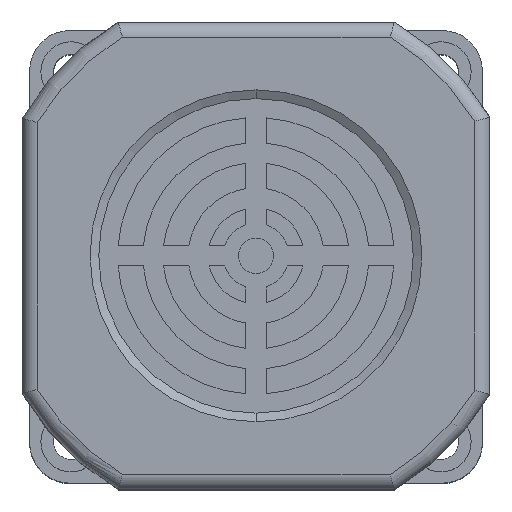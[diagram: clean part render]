
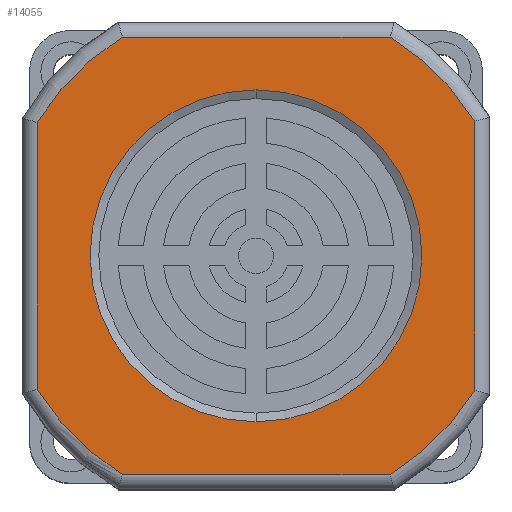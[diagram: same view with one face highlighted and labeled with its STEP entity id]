
A CAD part, top view. The second image highlights one B-rep face of the part: STEP entity #14055.
In plain terms, the highlighted face is planar.
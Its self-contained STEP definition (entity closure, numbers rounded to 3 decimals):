
#152 = CIRCLE ( 'NONE', #8090, 33. ) ;
#251 = AXIS2_PLACEMENT_3D ( 'NONE', #5148, #13623, #6361 ) ;
#295 = ORIENTED_EDGE ( 'NONE', *, *, #12737, .T. ) ;
#347 = ORIENTED_EDGE ( 'NONE', *, *, #15095, .T. ) ;
#447 = CARTESIAN_POINT ( 'NONE',  ( 0., 0., -33. ) ) ;
#566 = VERTEX_POINT ( 'NONE', #872 ) ;
#650 = DIRECTION ( 'NONE',  ( 0., -1., 0. ) ) ;
#746 = DIRECTION ( 'NONE',  ( -1., 0., 0. ) ) ;
#787 = CARTESIAN_POINT ( 'NONE',  ( 0.05, 0., -43.5 ) ) ;
#822 = VERTEX_POINT ( 'NONE', #11240 ) ;
#872 = CARTESIAN_POINT ( 'NONE',  ( 43.5, 0., -26.705 ) ) ;
#933 = EDGE_CURVE ( 'NONE', #10463, #566, #11718, .T. ) ;
#1202 = ORIENTED_EDGE ( 'NONE', *, *, #11000, .T. ) ;
#1305 = VERTEX_POINT ( 'NONE', #12280 ) ;
#1738 = EDGE_LOOP ( 'NONE', ( #7438, #9369 ) ) ;
#1855 = LINE ( 'NONE', #2118, #14323 ) ;
#1935 = EDGE_CURVE ( 'NONE', #822, #1305, #8650, .T. ) ;
#2118 = CARTESIAN_POINT ( 'NONE',  ( -43.5, 0., 0. ) ) ;
#2199 = CARTESIAN_POINT ( 'NONE',  ( -26.572, 0., 43.5 ) ) ;
#2271 = AXIS2_PLACEMENT_3D ( 'NONE', #7860, #650, #9070 ) ;
#2406 = CARTESIAN_POINT ( 'NONE',  ( 43.5, 0., 0. ) ) ;
#2418 = CIRCLE ( 'NONE', #14952, 33. ) ;
#2531 = DIRECTION ( 'NONE',  ( 0., -1., 0. ) ) ;
#2688 = ORIENTED_EDGE ( 'NONE', *, *, #7950, .T. ) ;
#2689 = AXIS2_PLACEMENT_3D ( 'NONE', #11237, #4020, #12455 ) ;
#3313 = VERTEX_POINT ( 'NONE', #13188 ) ;
#3361 = EDGE_CURVE ( 'NONE', #12092, #4930, #2418, .T. ) ;
#3457 = DIRECTION ( 'NONE',  ( 0., 1., 0. ) ) ;
#4020 = DIRECTION ( 'NONE',  ( 0., -1., 0. ) ) ;
#4223 = ORIENTED_EDGE ( 'NONE', *, *, #933, .T. ) ;
#4426 = DIRECTION ( 'NONE',  ( 1., 0., 0. ) ) ;
#4867 = EDGE_CURVE ( 'NONE', #566, #5837, #5916, .T. ) ;
#4930 = VERTEX_POINT ( 'NONE', #13377 ) ;
#5148 = CARTESIAN_POINT ( 'NONE',  ( 0.05, 0., 0. ) ) ;
#5259 = ORIENTED_EDGE ( 'NONE', *, *, #1935, .T. ) ;
#5422 = EDGE_CURVE ( 'NONE', #4930, #12092, #152, .T. ) ;
#5792 = PLANE ( 'NONE',  #15316 ) ;
#5837 = VERTEX_POINT ( 'NONE', #12870 ) ;
#5899 = DIRECTION ( 'NONE',  ( 0., -1., 0. ) ) ;
#5916 = LINE ( 'NONE', #2406, #14839 ) ;
#5926 = CARTESIAN_POINT ( 'NONE',  ( -43.5, 0., 26.54 ) ) ;
#6123 = CARTESIAN_POINT ( 'NONE',  ( 0., 0., 0. ) ) ;
#6361 = DIRECTION ( 'NONE',  ( 0., 0., 1. ) ) ;
#6704 = FACE_BOUND ( 'NONE', #1738, .T. ) ;
#6952 = DIRECTION ( 'NONE',  ( 0., 0., -1. ) ) ;
#7334 = DIRECTION ( 'NONE',  ( 0., 0., -1. ) ) ;
#7438 = ORIENTED_EDGE ( 'NONE', *, *, #3361, .F. ) ;
#7860 = CARTESIAN_POINT ( 'NONE',  ( 0.05, 0., 0. ) ) ;
#7949 = CARTESIAN_POINT ( 'NONE',  ( 0.05, 0., 43.5 ) ) ;
#7950 = EDGE_CURVE ( 'NONE', #5837, #3313, #15207, .T. ) ;
#8090 = AXIS2_PLACEMENT_3D ( 'NONE', #9745, #2531, #10943 ) ;
#8650 = CIRCLE ( 'NONE', #2689, 51. ) ;
#9070 = DIRECTION ( 'NONE',  ( 0., 0., 1. ) ) ;
#9081 = EDGE_LOOP ( 'NONE', ( #12843, #5259, #1202, #4223, #15518, #2688, #295, #347 ) ) ;
#9369 = ORIENTED_EDGE ( 'NONE', *, *, #5422, .F. ) ;
#9512 = CIRCLE ( 'NONE', #13294, 51. ) ;
#9745 = CARTESIAN_POINT ( 'NONE',  ( 0., 0., 0. ) ) ;
#10144 = VECTOR ( 'NONE', #4426, 1000. ) ;
#10463 = VERTEX_POINT ( 'NONE', #14012 ) ;
#10651 = CARTESIAN_POINT ( 'NONE',  ( 0.05, 0., 0. ) ) ;
#10807 = DIRECTION ( 'NONE',  ( 0., 0., 1. ) ) ;
#10943 = DIRECTION ( 'NONE',  ( 0., 0., -1. ) ) ;
#11000 = EDGE_CURVE ( 'NONE', #1305, #10463, #13381, .T. ) ;
#11237 = CARTESIAN_POINT ( 'NONE',  ( 0.05, 0., 0. ) ) ;
#11240 = CARTESIAN_POINT ( 'NONE',  ( -43.5, 0., -26.54 ) ) ;
#11718 = CIRCLE ( 'NONE', #2271, 51. ) ;
#11869 = DIRECTION ( 'NONE',  ( 0., 0., 1. ) ) ;
#12092 = VERTEX_POINT ( 'NONE', #447 ) ;
#12221 = VECTOR ( 'NONE', #746, 1000. ) ;
#12280 = CARTESIAN_POINT ( 'NONE',  ( -26.572, 0., -43.5 ) ) ;
#12380 = FACE_OUTER_BOUND ( 'NONE', #9081, .T. ) ;
#12455 = DIRECTION ( 'NONE',  ( 0., 0., 1. ) ) ;
#12737 = EDGE_CURVE ( 'NONE', #3313, #15018, #15464, .T. ) ;
#12840 = EDGE_CURVE ( 'NONE', #12936, #822, #1855, .T. ) ;
#12843 = ORIENTED_EDGE ( 'NONE', *, *, #12840, .T. ) ;
#12870 = CARTESIAN_POINT ( 'NONE',  ( 43.5, 0., 26.705 ) ) ;
#12936 = VERTEX_POINT ( 'NONE', #5926 ) ;
#13181 = CARTESIAN_POINT ( 'NONE',  ( 0.05, 0., 0. ) ) ;
#13188 = CARTESIAN_POINT ( 'NONE',  ( 26.673, 0., 43.5 ) ) ;
#13294 = AXIS2_PLACEMENT_3D ( 'NONE', #13181, #5899, #14387 ) ;
#13377 = CARTESIAN_POINT ( 'NONE',  ( 0., 0., 33. ) ) ;
#13381 = LINE ( 'NONE', #787, #10144 ) ;
#13623 = DIRECTION ( 'NONE',  ( 0., -1., 0. ) ) ;
#14012 = CARTESIAN_POINT ( 'NONE',  ( 26.673, 0., -43.5 ) ) ;
#14055 = ADVANCED_FACE ( 'NONE', ( #12380, #6704 ), #5792, .F. ) ;
#14323 = VECTOR ( 'NONE', #6952, 1000. ) ;
#14387 = DIRECTION ( 'NONE',  ( 0., 0., 1. ) ) ;
#14606 = DIRECTION ( 'NONE',  ( 0., -1., 0. ) ) ;
#14839 = VECTOR ( 'NONE', #10807, 1000. ) ;
#14952 = AXIS2_PLACEMENT_3D ( 'NONE', #6123, #14606, #7334 ) ;
#15018 = VERTEX_POINT ( 'NONE', #2199 ) ;
#15095 = EDGE_CURVE ( 'NONE', #15018, #12936, #9512, .T. ) ;
#15207 = CIRCLE ( 'NONE', #251, 51. ) ;
#15316 = AXIS2_PLACEMENT_3D ( 'NONE', #10651, #3457, #11869 ) ;
#15464 = LINE ( 'NONE', #7949, #12221 ) ;
#15518 = ORIENTED_EDGE ( 'NONE', *, *, #4867, .T. ) ;
